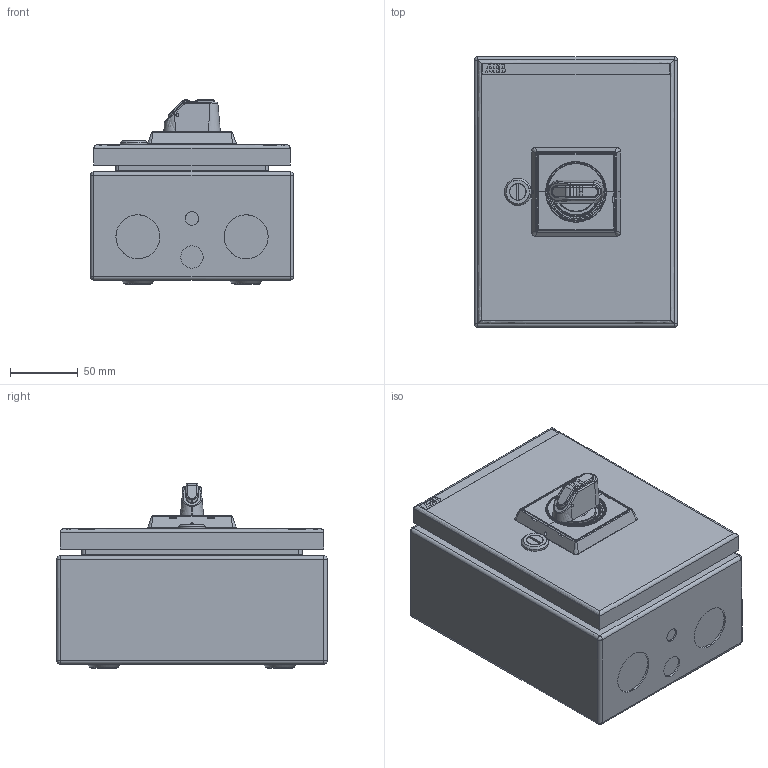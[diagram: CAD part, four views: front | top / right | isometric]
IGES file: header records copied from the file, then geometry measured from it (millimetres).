
Global section: file name: OTR16A3M.igs; preprocessor: I-DEAS 3D IGES Translator 15; date: 20141229.130231; units: millimetre
Bounding box: 150 x 200 x 136.2 mm (x, y, z)
Volume: 156871.6 mm3; surface area: 314323.6 mm2
Topology: 1 solids, 1 shells, 1188 faces, 6106 edges, 5810 vertices
Faces by surface type: bspline 1188
